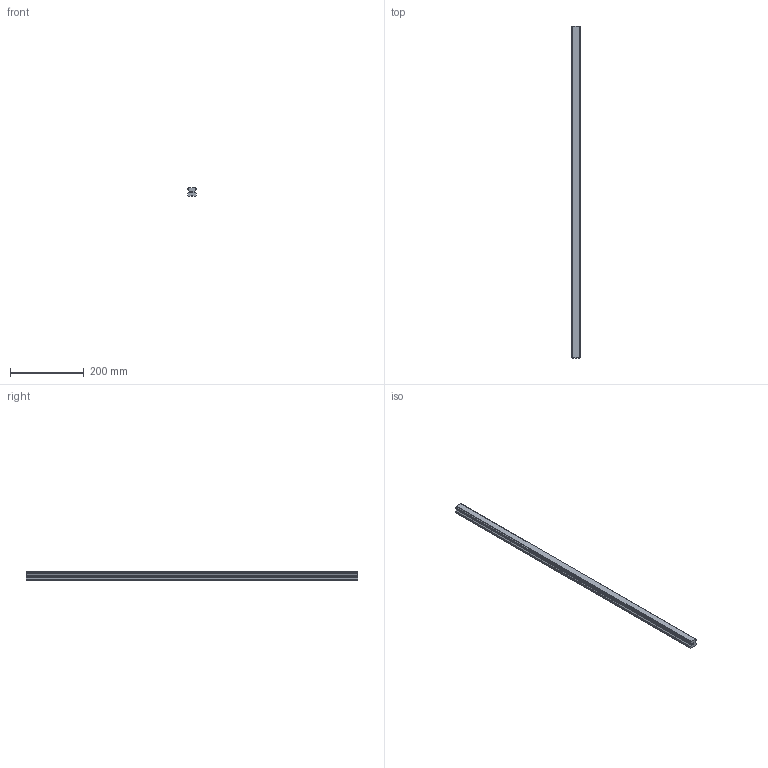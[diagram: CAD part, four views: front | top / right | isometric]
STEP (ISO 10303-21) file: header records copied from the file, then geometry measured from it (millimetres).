
FILE_DESCRIPTION(('STEP AP214'),'1');
FILE_NAME('cctmp_8E211C96-DCF2-4240-96FD-22D6B809AA0D_2021_01_25_13_36_41_0966..stp','2021-01-25T12:36:42',('HIWIN GmbH'),('CADClick - www.CADClick.com'),'Spatial InterOp 3D',' ','unknown authorization');
FILE_SCHEMA(('AUTOMOTIVE_DESIGN'));
Length unit declared in the file: millimetre
Products named in the file (1): HGR25T900C_FILE
Bounding box: 23 x 900 x 22 mm (x, y, z)
Volume: 389120.8 mm3; surface area: 86045.1 mm2
Topology: 1 solids, 1 shells, 216 faces, 645 edges, 405 vertices
Faces by surface type: plane 134, cylinder 52, cone 30
Entity records: 8835 total; most frequent: DIRECTION 1273, CARTESIAN_POINT 1237, ORIENTED_EDGE 1230, EDGE_CURVE 615, AXIS2_PLACEMENT_3D 441, VERTEX_POINT 405, LINE 391, VECTOR 391
